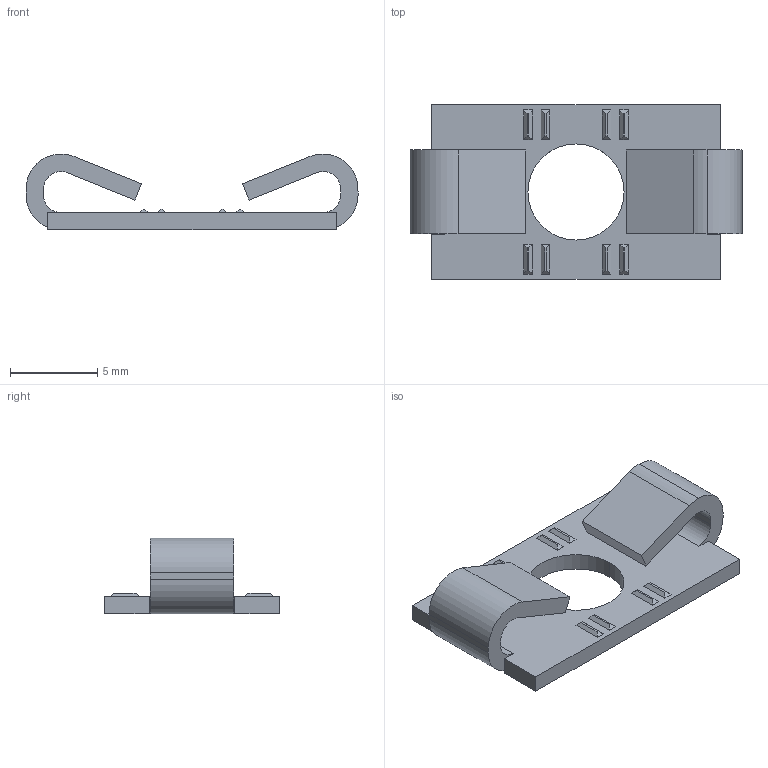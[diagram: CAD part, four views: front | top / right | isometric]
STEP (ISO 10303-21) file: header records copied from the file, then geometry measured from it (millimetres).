
FILE_DESCRIPTION (( 'STEP AP203' ), '1' );
FILE_NAME ('252311001_c_1.STEP', '2023-01-30T03:08:49', ( '' ), ( '' ), 'SwSTEP 2.0', 'SolidWorks 2014', '' );
FILE_SCHEMA (( 'CONFIG_CONTROL_DESIGN' ));
Length unit declared in the file: millimetre
Products named in the file (1): 252311001_c_1
Bounding box: 19 x 10 x 4.35 mm (x, y, z)
Volume: 228.7 mm3; surface area: 570.8 mm2
Topology: 1 solids, 1 shells, 82 faces, 208 edges, 136 vertices
Faces by surface type: plane 70, cylinder 12
Entity records: 2513 total; most frequent: CARTESIAN_POINT 427, ORIENTED_EDGE 416, DIRECTION 398, EDGE_CURVE 208, LINE 184, VECTOR 184, VERTEX_POINT 136, AXIS2_PLACEMENT_3D 107
